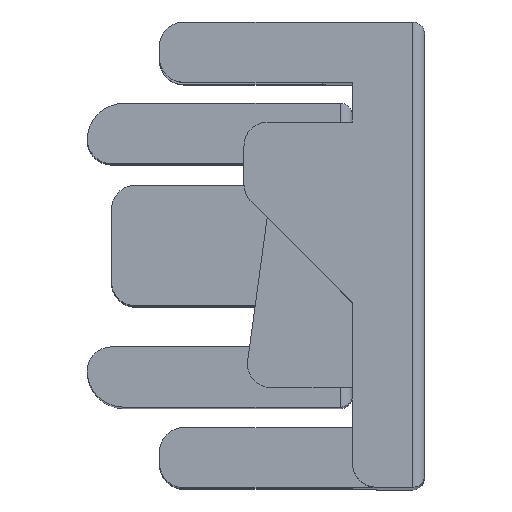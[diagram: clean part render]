
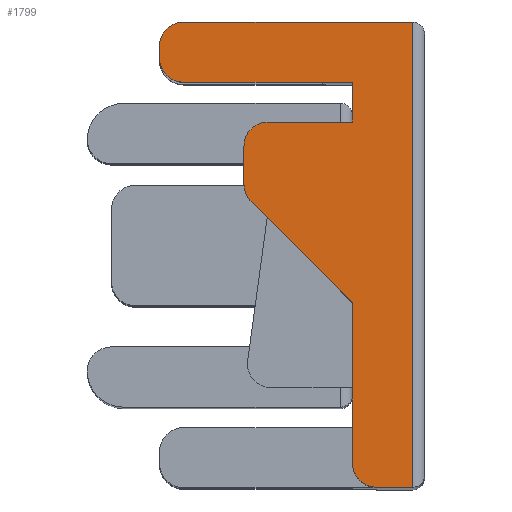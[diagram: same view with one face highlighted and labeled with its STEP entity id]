
A CAD part, top view. The second image highlights one B-rep face of the part: STEP entity #1799.
In plain terms, the highlighted planar face has unit normal (0, 0, 1).
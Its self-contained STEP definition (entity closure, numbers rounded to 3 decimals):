
#50=PLANE('',#1955);
#128=FACE_OUTER_BOUND('',#226,.T.);
#226=EDGE_LOOP('',(#1396,#1397,#1398,#1399,#1400,#1401,#1402,#1403,#1404,
#1405,#1406,#1407,#1408,#1409,#1410));
#316=CIRCLE('',#1956,1.);
#317=CIRCLE('',#1957,1.);
#318=CIRCLE('',#1958,1.);
#319=CIRCLE('',#1959,1.);
#320=CIRCLE('',#1960,1.);
#432=LINE('',#2816,#628);
#434=LINE('',#2820,#630);
#435=LINE('',#2824,#631);
#436=LINE('',#2828,#632);
#437=LINE('',#2830,#633);
#438=LINE('',#2832,#634);
#439=LINE('',#2836,#635);
#440=LINE('',#2840,#636);
#441=LINE('',#2842,#637);
#442=LINE('',#2845,#638);
#628=VECTOR('',#2277,10.);
#630=VECTOR('',#2281,10.);
#631=VECTOR('',#2284,10.);
#632=VECTOR('',#2287,10.);
#633=VECTOR('',#2288,10.);
#634=VECTOR('',#2289,10.);
#635=VECTOR('',#2292,10.);
#636=VECTOR('',#2295,10.);
#637=VECTOR('',#2296,10.);
#638=VECTOR('',#2299,10.);
#813=VERTEX_POINT('',#2800);
#817=VERTEX_POINT('',#2812);
#818=VERTEX_POINT('',#2819);
#819=VERTEX_POINT('',#2821);
#820=VERTEX_POINT('',#2823);
#821=VERTEX_POINT('',#2825);
#822=VERTEX_POINT('',#2827);
#823=VERTEX_POINT('',#2829);
#824=VERTEX_POINT('',#2831);
#825=VERTEX_POINT('',#2833);
#826=VERTEX_POINT('',#2835);
#827=VERTEX_POINT('',#2837);
#828=VERTEX_POINT('',#2839);
#829=VERTEX_POINT('',#2841);
#830=VERTEX_POINT('',#2843);
#1028=EDGE_CURVE('',#813,#817,#432,.T.);
#1030=EDGE_CURVE('',#818,#813,#434,.T.);
#1031=EDGE_CURVE('',#819,#818,#316,.T.);
#1032=EDGE_CURVE('',#820,#819,#435,.T.);
#1033=EDGE_CURVE('',#821,#820,#317,.T.);
#1034=EDGE_CURVE('',#822,#821,#436,.T.);
#1035=EDGE_CURVE('',#823,#822,#437,.T.);
#1036=EDGE_CURVE('',#823,#824,#438,.T.);
#1037=EDGE_CURVE('',#825,#824,#318,.T.);
#1038=EDGE_CURVE('',#825,#826,#439,.T.);
#1039=EDGE_CURVE('',#827,#826,#319,.T.);
#1040=EDGE_CURVE('',#827,#828,#440,.T.);
#1041=EDGE_CURVE('',#829,#828,#441,.T.);
#1042=EDGE_CURVE('',#830,#829,#320,.T.);
#1043=EDGE_CURVE('',#830,#817,#442,.T.);
#1396=ORIENTED_EDGE('',*,*,#1028,.F.);
#1397=ORIENTED_EDGE('',*,*,#1030,.F.);
#1398=ORIENTED_EDGE('',*,*,#1031,.F.);
#1399=ORIENTED_EDGE('',*,*,#1032,.F.);
#1400=ORIENTED_EDGE('',*,*,#1033,.F.);
#1401=ORIENTED_EDGE('',*,*,#1034,.F.);
#1402=ORIENTED_EDGE('',*,*,#1035,.F.);
#1403=ORIENTED_EDGE('',*,*,#1036,.T.);
#1404=ORIENTED_EDGE('',*,*,#1037,.F.);
#1405=ORIENTED_EDGE('',*,*,#1038,.T.);
#1406=ORIENTED_EDGE('',*,*,#1039,.F.);
#1407=ORIENTED_EDGE('',*,*,#1040,.T.);
#1408=ORIENTED_EDGE('',*,*,#1041,.F.);
#1409=ORIENTED_EDGE('',*,*,#1042,.F.);
#1410=ORIENTED_EDGE('',*,*,#1043,.T.);
#1799=ADVANCED_FACE('',(#128),#50,.T.);
#1955=AXIS2_PLACEMENT_3D('',#2818,#2279,#2280);
#1956=AXIS2_PLACEMENT_3D('',#2822,#2282,#2283);
#1957=AXIS2_PLACEMENT_3D('',#2826,#2285,#2286);
#1958=AXIS2_PLACEMENT_3D('',#2834,#2290,#2291);
#1959=AXIS2_PLACEMENT_3D('',#2838,#2293,#2294);
#1960=AXIS2_PLACEMENT_3D('',#2844,#2297,#2298);
#2277=DIRECTION('',(0.,-1.,0.));
#2279=DIRECTION('center_axis',(0.,0.,1.));
#2280=DIRECTION('ref_axis',(0.,-1.,0.));
#2281=DIRECTION('',(1.,0.,0.));
#2282=DIRECTION('center_axis',(0.,0.,-1.));
#2283=DIRECTION('ref_axis',(-0.707,0.707,0.));
#2284=DIRECTION('',(0.,1.,0.));
#2285=DIRECTION('center_axis',(0.,0.,-1.));
#2286=DIRECTION('ref_axis',(-0.707,-0.707,0.));
#2287=DIRECTION('',(-1.,0.,0.));
#2288=DIRECTION('',(0.,1.,0.));
#2289=DIRECTION('',(-1.,0.,0.));
#2290=DIRECTION('center_axis',(0.,0.,-1.));
#2291=DIRECTION('ref_axis',(-0.707,0.707,0.));
#2292=DIRECTION('',(0.,-1.,0.));
#2293=DIRECTION('center_axis',(0.,0.,-1.));
#2294=DIRECTION('ref_axis',(-0.924,-0.383,0.));
#2295=DIRECTION('',(0.707,-0.707,0.));
#2296=DIRECTION('',(0.,1.,0.));
#2297=DIRECTION('center_axis',(0.,0.,-1.));
#2298=DIRECTION('ref_axis',(-0.707,-0.707,0.));
#2299=DIRECTION('',(1.,0.,0.));
#2800=CARTESIAN_POINT('',(5.5,11.75,115.5));
#2812=CARTESIAN_POINT('',(5.5,-7.55,115.5));
#2816=CARTESIAN_POINT('',(5.5,6.925,115.5));
#2818=CARTESIAN_POINT('Origin',(3.,11.75,115.5));
#2819=CARTESIAN_POINT('',(-4.,11.75,115.5));
#2820=CARTESIAN_POINT('',(3.,11.75,115.5));
#2821=CARTESIAN_POINT('',(-5.,10.75,115.5));
#2822=CARTESIAN_POINT('Origin',(-4.,10.75,115.5));
#2823=CARTESIAN_POINT('',(-5.,10.25,115.5));
#2824=CARTESIAN_POINT('',(-5.,9.25,115.5));
#2825=CARTESIAN_POINT('',(-4.,9.25,115.5));
#2826=CARTESIAN_POINT('Origin',(-4.,10.25,115.5));
#2827=CARTESIAN_POINT('',(3.,9.25,115.5));
#2828=CARTESIAN_POINT('',(3.,9.25,115.5));
#2829=CARTESIAN_POINT('',(3.,7.6,115.5));
#2830=CARTESIAN_POINT('',(3.,9.25,115.5));
#2831=CARTESIAN_POINT('',(-0.5,7.6,115.5));
#2832=CARTESIAN_POINT('',(3.,7.6,115.5));
#2833=CARTESIAN_POINT('',(-1.5,6.6,115.5));
#2834=CARTESIAN_POINT('Origin',(-0.5,6.6,115.5));
#2835=CARTESIAN_POINT('',(-1.5,5.014,115.5));
#2836=CARTESIAN_POINT('',(-1.5,7.6,115.5));
#2837=CARTESIAN_POINT('',(-1.207,4.307,115.5));
#2838=CARTESIAN_POINT('Origin',(-0.5,5.014,115.5));
#2839=CARTESIAN_POINT('',(3.,0.1,115.5));
#2840=CARTESIAN_POINT('',(-1.5,4.6,115.5));
#2841=CARTESIAN_POINT('',(3.,-6.55,115.5));
#2842=CARTESIAN_POINT('',(3.,9.25,115.5));
#2843=CARTESIAN_POINT('',(4.,-7.55,115.5));
#2844=CARTESIAN_POINT('Origin',(4.,-6.55,115.5));
#2845=CARTESIAN_POINT('',(3.,-7.55,115.5));
